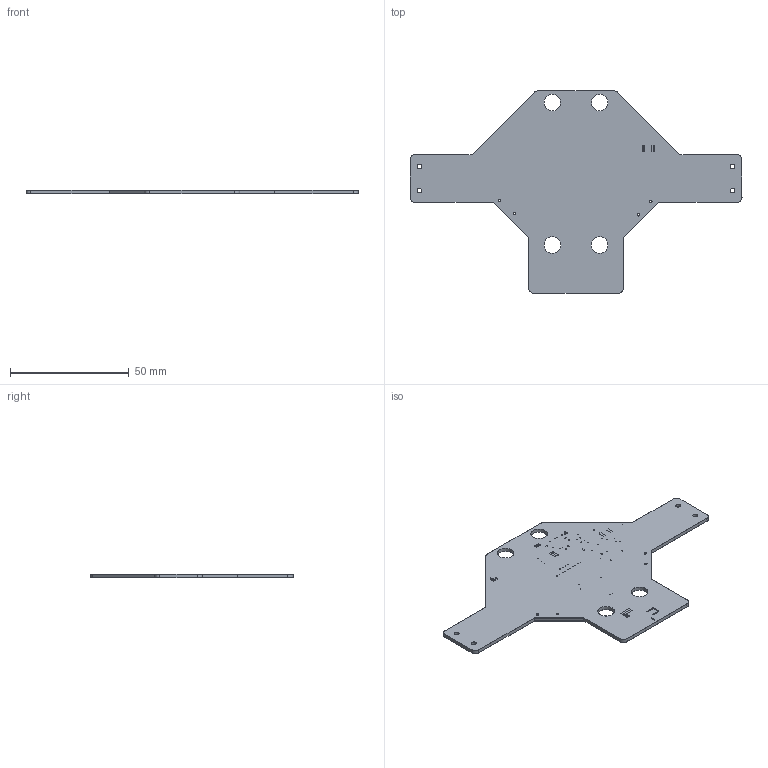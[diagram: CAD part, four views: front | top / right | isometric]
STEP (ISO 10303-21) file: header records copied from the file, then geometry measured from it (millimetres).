
FILE_DESCRIPTION(('KiCad electronic assembly'),'2;1');
FILE_NAME('Kicking Device v13b.step','2025-10-31T16:23:46',('Pcbnew'),( 'Kicad'),'Open CASCADE STEP processor 7.9','KiCad to STEP converter' ,'Unknown');
FILE_SCHEMA(('AUTOMOTIVE_DESIGN { 1 0 10303 214 1 1 1 1 }'));
Length unit declared in the file: millimetre
Products named in the file (3): Kicking Device v13b 1; Kicking Device v13b_soldermask; Kicking Device v13b_PCB
Assembly tree (2 placements, depth 2):
  Kicking Device v13b 1
    Kicking Device v13b_soldermask
    Kicking Device v13b_PCB
Bounding box: 140 x 85.35 x 1.61 mm (x, y, z)
Volume: 9080.1 mm3; surface area: 25048.9 mm2
Topology: 1 solids, 3 shells, 169 faces, 627 edges, 462 vertices
Faces by surface type: cylinder 151, plane 18
Full cylindrical faces by diameter (mm): 0.305 x131, 1.016 x4, 2.007 x4, 7 x4
Entity records: 7598 total; most frequent: DIRECTION 1313, CARTESIAN_POINT 1261, ORIENTED_EDGE 1122, EDGE_CURVE 627, AXIS2_PLACEMENT_3D 514, FACE_BOUND 487, EDGE_LOOP 487, VERTEX_POINT 462
